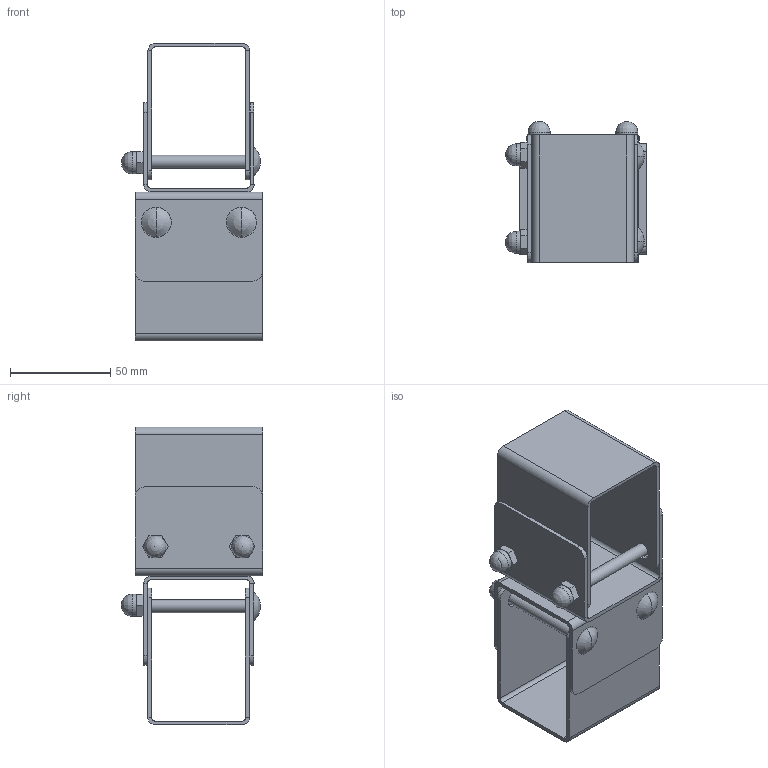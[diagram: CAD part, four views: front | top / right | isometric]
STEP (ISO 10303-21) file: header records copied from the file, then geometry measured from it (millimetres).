
FILE_DESCRIPTION(/* description */ (''),/* implementation_level */ '2;1');
FILE_NAME(/* name */ 'BusductCrossover_busSTRUT_CDD-SWV-S.stp',/* time_stamp */ '2024-10-23T12:36:05+03:00',/* author */ ('fkris'),/* organization */ (''),/* preprocessor_version */ 'ST-DEVELOPER v18.1',/* originating_system */ 'Autodesk Inventor 2021',/* authorisation */ '');
FILE_SCHEMA (('AUTOMOTIVE_DESIGN { 1 0 10303 214 3 1 1 }'));
Length unit declared in the file: foot
Products named in the file (33): BusductCrossover_busSTRUT_CDD-SWV-S; BusductCrossover_busSTRUT_CDD-SWV-S_1; BusductCrossover_busSTRUT_CDD-SWV-S_1_1; BusductCrossover_busSTRUT_CDD-SWV-S_2; BusductCrossover_busSTRUT_CDD-SWV-S_3; BusductCrossover_busSTRUT_CDD-SWV-S_4; BusductCrossover_busSTRUT_CDD-SWV-S_5; BusductCrossover_busSTRUT_CDD-SWV-S_6; BusductCrossover_busSTRUT_CDD-SWV-S_7; BusductCrossover_busSTRUT_CDD-SWV-S_8; BusductCrossover_busSTRUT_CDD-SWV-S_9; BusductCrossover_busSTRUT_CDD-SWV-S_10; BusductCrossover_busSTRUT_CDD-SWV-S_11; BusductCrossover_busSTRUT_CDD-SWV-S_12; BusductCrossover_busSTRUT_CDD-SWV-S_13; BusductCrossover_busSTRUT_CDD-SWV-S_14; BusductCrossover_busSTRUT_CDD-SWV-S_15; BusductCrossover_busSTRUT_CDD-SWV-S_16; BusductCrossover_busSTRUT_CDD-SWV-S_17; BusductCrossover_busSTRUT_CDD-SWV-S_18; BusductCrossover_busSTRUT_CDD-SWV-S_19; BusductCrossover_busSTRUT_CDD-SWV-S_20; BusductCrossover_busSTRUT_CDD-SWV-S_21; BusductCrossover_busSTRUT_CDD-SWV-S_22; BusductCrossover_busSTRUT_CDD-SWV-S_23; BusductCrossover_busSTRUT_CDD-SWV-S_24; BusductCrossover_busSTRUT_CDD-SWV-S_25; BusductCrossover_busSTRUT_CDD-SWV-S_26; BusductCrossover_busSTRUT_CDD-SWV-S_27; BusductCrossover_busSTRUT_CDD-SWV-S_28; BusductCrossover_busSTRUT_CDD-SWV-S_29; BusductCrossover_busSTRUT_CDD-SWV-S_30; BusductCrossover_busSTRUT_CDD-SWV-S_31
Assembly tree (32 placements, depth 2):
  BusductCrossover_busSTRUT_CDD-SWV-S
    BusductCrossover_busSTRUT_CDD-SWV-S_1
    BusductCrossover_busSTRUT_CDD-SWV-S_1_1
    BusductCrossover_busSTRUT_CDD-SWV-S_2
    BusductCrossover_busSTRUT_CDD-SWV-S_3
    BusductCrossover_busSTRUT_CDD-SWV-S_4
    BusductCrossover_busSTRUT_CDD-SWV-S_5
    BusductCrossover_busSTRUT_CDD-SWV-S_6
    BusductCrossover_busSTRUT_CDD-SWV-S_7
    BusductCrossover_busSTRUT_CDD-SWV-S_8
    BusductCrossover_busSTRUT_CDD-SWV-S_9
    BusductCrossover_busSTRUT_CDD-SWV-S_10
    BusductCrossover_busSTRUT_CDD-SWV-S_11
    BusductCrossover_busSTRUT_CDD-SWV-S_12
    BusductCrossover_busSTRUT_CDD-SWV-S_13
    BusductCrossover_busSTRUT_CDD-SWV-S_14
    BusductCrossover_busSTRUT_CDD-SWV-S_15
    BusductCrossover_busSTRUT_CDD-SWV-S_16
    BusductCrossover_busSTRUT_CDD-SWV-S_17
    BusductCrossover_busSTRUT_CDD-SWV-S_18
    BusductCrossover_busSTRUT_CDD-SWV-S_19
    BusductCrossover_busSTRUT_CDD-SWV-S_20
    BusductCrossover_busSTRUT_CDD-SWV-S_21
    BusductCrossover_busSTRUT_CDD-SWV-S_22
    BusductCrossover_busSTRUT_CDD-SWV-S_23
    BusductCrossover_busSTRUT_CDD-SWV-S_24
    BusductCrossover_busSTRUT_CDD-SWV-S_25
    BusductCrossover_busSTRUT_CDD-SWV-S_26
    BusductCrossover_busSTRUT_CDD-SWV-S_27
    BusductCrossover_busSTRUT_CDD-SWV-S_28
    BusductCrossover_busSTRUT_CDD-SWV-S_29
    BusductCrossover_busSTRUT_CDD-SWV-S_30
    BusductCrossover_busSTRUT_CDD-SWV-S_31
Bounding box: 70.34 x 70.38 x 148.58 mm (x, y, z)
Volume: 90254.9 mm3; surface area: 95839.1 mm2
Topology: 32 solids, 32 shells, 208 faces, 442 edges, 286 vertices
Faces by surface type: plane 136, cylinder 60, bspline 12
Full cylindrical faces by diameter (mm): 6.418 x4, 8.843 x8, 9.374 x8, 11.096 x4, 12.377 x4
Entity records: 7399 total; most frequent: CARTESIAN_POINT 1313, DIRECTION 1098, ORIENTED_EDGE 860, EDGE_CURVE 430, AXIS2_PLACEMENT_3D 407, VERTEX_POINT 286, LINE 284, VECTOR 284
